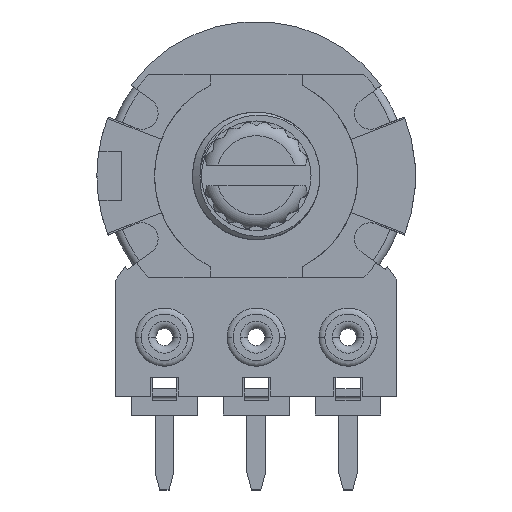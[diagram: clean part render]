
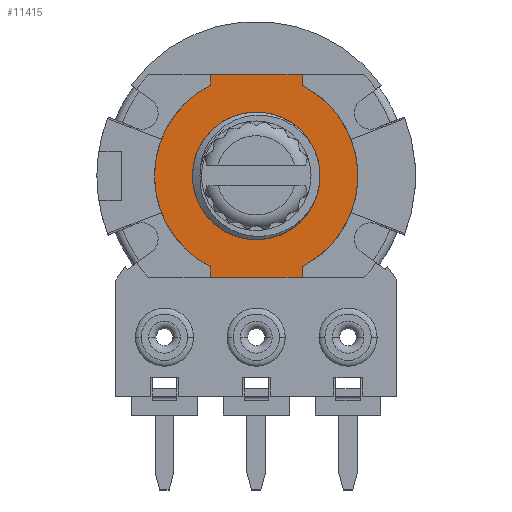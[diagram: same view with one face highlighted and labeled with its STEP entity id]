
A CAD part, top view. The second image highlights one B-rep face of the part: STEP entity #11415.
In plain terms, the highlighted planar face has unit normal (0, 0, 1).
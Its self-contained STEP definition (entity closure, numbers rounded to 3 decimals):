
#68 = ORIENTED_EDGE ( 'NONE', *, *, #3986, .T. ) ;
#257 = VERTEX_POINT ( 'NONE', #13354 ) ;
#328 = CARTESIAN_POINT ( 'NONE',  ( 3.4, 0., 2.9 ) ) ;
#559 = ORIENTED_EDGE ( 'NONE', *, *, #10904, .T. ) ;
#753 = AXIS2_PLACEMENT_3D ( 'NONE', #14581, #3723, #13707 ) ;
#925 = DIRECTION ( 'NONE',  ( 0., 0., 1. ) ) ;
#931 = EDGE_CURVE ( 'NONE', #257, #1835, #11173, .T. ) ;
#981 = DIRECTION ( 'NONE',  ( 0., 0., 1. ) ) ;
#984 = ORIENTED_EDGE ( 'NONE', *, *, #14774, .F. ) ;
#1277 = CIRCLE ( 'NONE', #6332, 5.425 ) ;
#1755 = AXIS2_PLACEMENT_3D ( 'NONE', #13337, #10808, #2458 ) ;
#1823 = VERTEX_POINT ( 'NONE', #14802 ) ;
#1835 = VERTEX_POINT ( 'NONE', #13835 ) ;
#1871 = VERTEX_POINT ( 'NONE', #9168 ) ;
#2129 = AXIS2_PLACEMENT_3D ( 'NONE', #4420, #13231, #2343 ) ;
#2148 = ORIENTED_EDGE ( 'NONE', *, *, #10926, .T. ) ;
#2267 = CARTESIAN_POINT ( 'NONE',  ( 0., 0., 2.9 ) ) ;
#2343 = DIRECTION ( 'NONE',  ( 1., 0., 0. ) ) ;
#2458 = DIRECTION ( 'NONE',  ( 1., 0., 0. ) ) ;
#2472 = EDGE_CURVE ( 'NONE', #5274, #13499, #3781, .T. ) ;
#2490 = ORIENTED_EDGE ( 'NONE', *, *, #2472, .F. ) ;
#2501 = EDGE_LOOP ( 'NONE', ( #6237, #2490, #984 ) ) ;
#2845 = EDGE_CURVE ( 'NONE', #13499, #7933, #11671, .T. ) ;
#3026 = PLANE ( 'NONE',  #3170 ) ;
#3049 = EDGE_CURVE ( 'NONE', #9514, #13292, #1277, .T. ) ;
#3102 = CARTESIAN_POINT ( 'NONE',  ( 0., 0., 2.9 ) ) ;
#3126 = DIRECTION ( 'NONE',  ( 1., 0., 0. ) ) ;
#3170 = AXIS2_PLACEMENT_3D ( 'NONE', #3102, #3182, #10407 ) ;
#3182 = DIRECTION ( 'NONE',  ( 0., 0., 1. ) ) ;
#3344 = CARTESIAN_POINT ( 'NONE',  ( -2.45, 5.425, 2.9 ) ) ;
#3392 = DIRECTION ( 'NONE',  ( 0., 1., 0. ) ) ;
#3481 = DIRECTION ( 'NONE',  ( 1., 0., 0. ) ) ;
#3500 = LINE ( 'NONE', #3344, #13469 ) ;
#3600 = VECTOR ( 'NONE', #11522, 1000. ) ;
#3723 = DIRECTION ( 'NONE',  ( 0., 0., 1. ) ) ;
#3781 = CIRCLE ( 'NONE', #1755, 3.4 ) ;
#3907 = VECTOR ( 'NONE', #14146, 1000. ) ;
#3986 = EDGE_CURVE ( 'NONE', #1871, #12718, #3500, .T. ) ;
#4309 = EDGE_CURVE ( 'NONE', #12718, #1823, #12944, .T. ) ;
#4420 = CARTESIAN_POINT ( 'NONE',  ( 0., 0., 2.9 ) ) ;
#4657 = LINE ( 'NONE', #8315, #12799 ) ;
#4694 = AXIS2_PLACEMENT_3D ( 'NONE', #14081, #14241, #5829 ) ;
#5117 = CARTESIAN_POINT ( 'NONE',  ( -2.45, -5.425, 2.9 ) ) ;
#5196 = DIRECTION ( 'NONE',  ( 0., -1., 0. ) ) ;
#5274 = VERTEX_POINT ( 'NONE', #328 ) ;
#5515 = ORIENTED_EDGE ( 'NONE', *, *, #8391, .T. ) ;
#5668 = CIRCLE ( 'NONE', #2129, 5.425 ) ;
#5701 = CIRCLE ( 'NONE', #4694, 5.425 ) ;
#5829 = DIRECTION ( 'NONE',  ( 1., 0., 0. ) ) ;
#6014 = CARTESIAN_POINT ( 'NONE',  ( -2.45, 5.425, 2.9 ) ) ;
#6237 = ORIENTED_EDGE ( 'NONE', *, *, #2845, .F. ) ;
#6257 = AXIS2_PLACEMENT_3D ( 'NONE', #11868, #981, #3126 ) ;
#6332 = AXIS2_PLACEMENT_3D ( 'NONE', #2267, #925, #6947 ) ;
#6901 = ORIENTED_EDGE ( 'NONE', *, *, #4309, .T. ) ;
#6947 = DIRECTION ( 'NONE',  ( 1., 0., 0. ) ) ;
#7025 = CIRCLE ( 'NONE', #6257, 3.4 ) ;
#7857 = CARTESIAN_POINT ( 'NONE',  ( -3.323, -0.719, 2.9 ) ) ;
#7933 = VERTEX_POINT ( 'NONE', #7857 ) ;
#8014 = EDGE_CURVE ( 'NONE', #1835, #10010, #4657, .T. ) ;
#8111 = ORIENTED_EDGE ( 'NONE', *, *, #3049, .T. ) ;
#8315 = CARTESIAN_POINT ( 'NONE',  ( -2.45, -5.425, 2.9 ) ) ;
#8391 = EDGE_CURVE ( 'NONE', #14755, #257, #5701, .T. ) ;
#8441 = VECTOR ( 'NONE', #5196, 1000. ) ;
#8644 = CARTESIAN_POINT ( 'NONE',  ( -3.4, 0., 2.9 ) ) ;
#9168 = CARTESIAN_POINT ( 'NONE',  ( 2.45, 5.425, 2.9 ) ) ;
#9241 = VECTOR ( 'NONE', #3392, 1000. ) ;
#9243 = LINE ( 'NONE', #11778, #3907 ) ;
#9514 = VERTEX_POINT ( 'NONE', #15326 ) ;
#9590 = CARTESIAN_POINT ( 'NONE',  ( 2.45, 4.84, 2.9 ) ) ;
#10010 = VERTEX_POINT ( 'NONE', #10842 ) ;
#10407 = DIRECTION ( 'NONE',  ( 1., 0., 0. ) ) ;
#10437 = CARTESIAN_POINT ( 'NONE',  ( -5.425, 0., 2.9 ) ) ;
#10707 = ORIENTED_EDGE ( 'NONE', *, *, #11132, .T. ) ;
#10808 = DIRECTION ( 'NONE',  ( 0., 0., 1. ) ) ;
#10842 = CARTESIAN_POINT ( 'NONE',  ( 2.45, -5.425, 2.9 ) ) ;
#10904 = EDGE_CURVE ( 'NONE', #13292, #1871, #14331, .T. ) ;
#10926 = EDGE_CURVE ( 'NONE', #1823, #14755, #5668, .T. ) ;
#11132 = EDGE_CURVE ( 'NONE', #10010, #9514, #9243, .T. ) ;
#11173 = LINE ( 'NONE', #5117, #8441 ) ;
#11415 = ADVANCED_FACE ( 'NONE', ( #15027, #15249 ), #3026, .T. ) ;
#11522 = DIRECTION ( 'NONE',  ( 0., -1., 0. ) ) ;
#11671 = CIRCLE ( 'NONE', #753, 3.4 ) ;
#11778 = CARTESIAN_POINT ( 'NONE',  ( 2.45, -5.425, 2.9 ) ) ;
#11868 = CARTESIAN_POINT ( 'NONE',  ( 0., 0., 2.9 ) ) ;
#12136 = ORIENTED_EDGE ( 'NONE', *, *, #8014, .T. ) ;
#12718 = VERTEX_POINT ( 'NONE', #6014 ) ;
#12799 = VECTOR ( 'NONE', #3481, 1000. ) ;
#12944 = LINE ( 'NONE', #13960, #3600 ) ;
#13169 = EDGE_LOOP ( 'NONE', ( #559, #68, #6901, #2148, #5515, #13541, #12136, #10707, #8111 ) ) ;
#13231 = DIRECTION ( 'NONE',  ( 0., 0., 1. ) ) ;
#13292 = VERTEX_POINT ( 'NONE', #14610 ) ;
#13337 = CARTESIAN_POINT ( 'NONE',  ( 0., 0., 2.9 ) ) ;
#13354 = CARTESIAN_POINT ( 'NONE',  ( -2.45, -4.84, 2.9 ) ) ;
#13469 = VECTOR ( 'NONE', #15573, 1000. ) ;
#13499 = VERTEX_POINT ( 'NONE', #8644 ) ;
#13541 = ORIENTED_EDGE ( 'NONE', *, *, #931, .T. ) ;
#13707 = DIRECTION ( 'NONE',  ( 1., 0., 0. ) ) ;
#13835 = CARTESIAN_POINT ( 'NONE',  ( -2.45, -5.425, 2.9 ) ) ;
#13960 = CARTESIAN_POINT ( 'NONE',  ( -2.45, 4.84, 2.9 ) ) ;
#14081 = CARTESIAN_POINT ( 'NONE',  ( 0., 0., 2.9 ) ) ;
#14146 = DIRECTION ( 'NONE',  ( 0., 1., 0. ) ) ;
#14241 = DIRECTION ( 'NONE',  ( 0., 0., 1. ) ) ;
#14331 = LINE ( 'NONE', #9590, #9241 ) ;
#14581 = CARTESIAN_POINT ( 'NONE',  ( 0., 0., 2.9 ) ) ;
#14610 = CARTESIAN_POINT ( 'NONE',  ( 2.45, 4.84, 2.9 ) ) ;
#14755 = VERTEX_POINT ( 'NONE', #10437 ) ;
#14774 = EDGE_CURVE ( 'NONE', #7933, #5274, #7025, .T. ) ;
#14802 = CARTESIAN_POINT ( 'NONE',  ( -2.45, 4.84, 2.9 ) ) ;
#15027 = FACE_OUTER_BOUND ( 'NONE', #13169, .T. ) ;
#15249 = FACE_BOUND ( 'NONE', #2501, .T. ) ;
#15326 = CARTESIAN_POINT ( 'NONE',  ( 2.45, -4.84, 2.9 ) ) ;
#15573 = DIRECTION ( 'NONE',  ( -1., 0., 0. ) ) ;
